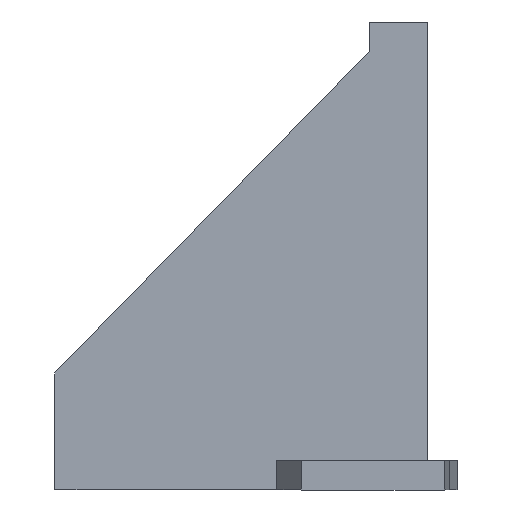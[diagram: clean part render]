
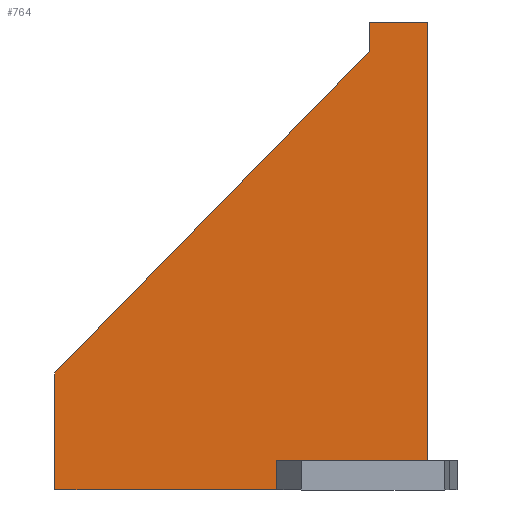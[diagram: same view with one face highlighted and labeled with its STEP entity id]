
A CAD part, left-side view. The second image highlights one B-rep face of the part: STEP entity #764.
In plain terms, the highlighted planar face has unit normal (-1, 0, 0).
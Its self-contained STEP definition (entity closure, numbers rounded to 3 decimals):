
#58=PLANE('',#825);
#96=FACE_OUTER_BOUND('',#142,.T.);
#142=EDGE_LOOP('',(#709,#710,#711,#712,#713,#714,#715,#716));
#167=LINE('',#1076,#263);
#178=LINE('',#1101,#274);
#182=LINE('',#1109,#278);
#202=LINE('',#1152,#298);
#211=LINE('',#1176,#307);
#220=LINE('',#1192,#316);
#238=LINE('',#1228,#334);
#239=LINE('',#1230,#335);
#263=VECTOR('',#865,10.);
#274=VECTOR('',#888,10.);
#278=VECTOR('',#894,10.);
#298=VECTOR('',#928,10.);
#307=VECTOR('',#951,10.);
#316=VECTOR('',#966,10.);
#334=VECTOR('',#1010,10.);
#335=VECTOR('',#1013,10.);
#367=VERTEX_POINT('',#1073);
#368=VERTEX_POINT('',#1075);
#376=VERTEX_POINT('',#1099);
#379=VERTEX_POINT('',#1107);
#392=VERTEX_POINT('',#1145);
#395=VERTEX_POINT('',#1150);
#403=VERTEX_POINT('',#1175);
#407=VERTEX_POINT('',#1190);
#437=EDGE_CURVE('',#368,#367,#167,.T.);
#450=EDGE_CURVE('',#367,#376,#178,.T.);
#454=EDGE_CURVE('',#376,#379,#182,.T.);
#475=EDGE_CURVE('',#392,#395,#202,.T.);
#487=EDGE_CURVE('',#403,#392,#211,.T.);
#496=EDGE_CURVE('',#379,#407,#220,.T.);
#514=EDGE_CURVE('',#395,#368,#238,.T.);
#515=EDGE_CURVE('',#403,#407,#239,.T.);
#709=ORIENTED_EDGE('',*,*,#496,.T.);
#710=ORIENTED_EDGE('',*,*,#515,.F.);
#711=ORIENTED_EDGE('',*,*,#487,.T.);
#712=ORIENTED_EDGE('',*,*,#475,.T.);
#713=ORIENTED_EDGE('',*,*,#514,.T.);
#714=ORIENTED_EDGE('',*,*,#437,.T.);
#715=ORIENTED_EDGE('',*,*,#450,.T.);
#716=ORIENTED_EDGE('',*,*,#454,.T.);
#764=ADVANCED_FACE('',(#96),#58,.T.);
#825=AXIS2_PLACEMENT_3D('',#1231,#1014,#1015);
#865=DIRECTION('',(0.,-1.,0.));
#888=DIRECTION('',(0.,0.,1.));
#894=DIRECTION('',(0.,-1.,0.));
#928=DIRECTION('',(0.,0.7,-0.715));
#951=DIRECTION('',(0.,0.,-1.));
#966=DIRECTION('',(0.,0.,1.));
#1010=DIRECTION('',(0.,0.,-1.));
#1013=DIRECTION('',(0.,-1.,0.));
#1014=DIRECTION('center_axis',(-1.,0.,0.));
#1015=DIRECTION('ref_axis',(0.,-1.,0.));
#1073=CARTESIAN_POINT('',(-19.341,122.054,26.55));
#1075=CARTESIAN_POINT('',(-19.341,137.23,26.55));
#1076=CARTESIAN_POINT('',(-19.341,137.23,26.55));
#1099=CARTESIAN_POINT('',(-19.341,122.054,28.55));
#1101=CARTESIAN_POINT('',(-19.341,122.054,28.55));
#1107=CARTESIAN_POINT('',(-19.341,111.73,28.55));
#1109=CARTESIAN_POINT('',(-19.341,120.303,28.55));
#1145=CARTESIAN_POINT('',(-19.341,115.73,56.507));
#1150=CARTESIAN_POINT('',(-19.341,137.23,34.55));
#1152=CARTESIAN_POINT('',(-19.341,113.73,58.55));
#1175=CARTESIAN_POINT('',(-19.341,115.73,58.55));
#1176=CARTESIAN_POINT('',(-19.341,115.73,50.55));
#1190=CARTESIAN_POINT('',(-19.341,111.73,58.55));
#1192=CARTESIAN_POINT('',(-19.341,111.73,27.55));
#1228=CARTESIAN_POINT('',(-19.341,137.23,34.55));
#1230=CARTESIAN_POINT('',(-19.341,117.554,58.55));
#1231=CARTESIAN_POINT('Origin',(-19.341,120.054,28.55));
